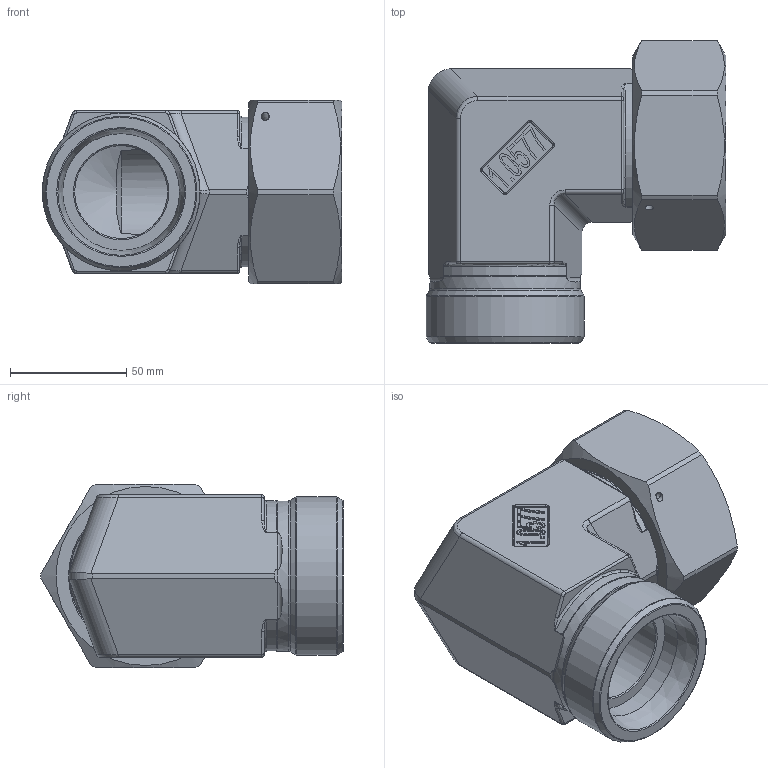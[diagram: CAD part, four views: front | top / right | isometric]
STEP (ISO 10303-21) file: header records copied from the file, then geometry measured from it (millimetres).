
FILE_DESCRIPTION(/* description */ (''),/* implementation_level */ '2;1');
FILE_NAME(/* name */ 'X-WS50.stp',/* time_stamp */ '2025-01-16T11:21:41+01:00',/* author */ (''),/* organization */ (''),/* preprocessor_version */ 'ST-DEVELOPER v16',/* originating_system */ 'SIEMENS PLM Software NX 10.0',/* authorisation */ '');
FILE_SCHEMA (('AP203_CONFIGURATION_CONTROLLED_3D_DESIGN_OF_MECHANICAL_PARTS_AND_ASSEMBLIES_MIM_LF { 1 0 10303 403 2 1 2}'));
Length unit declared in the file: millimetre
Products named in the file (1): nwer41844EE665tz
Bounding box: 129 x 130 x 79 mm (x, y, z)
Volume: 450720.8 mm3; surface area: 88026.1 mm2
Topology: 3 solids, 3 shells, 281 faces, 699 edges, 440 vertices
Faces by surface type: plane 100, cylinder 79, torus 47, bspline 22, extrusion 17, cone 15, revolution 1
Full cylindrical faces by diameter (mm): 3.3 x1, 3.5 x1, 40 x2, 50.26 x1, 64.9 x1, 64.955 x2, 65.25 x1, 66 x1, 68 x1
Entity records: 9573 total; most frequent: CARTESIAN_POINT 3367, ORIENTED_EDGE 1294, DIRECTION 1160, EDGE_CURVE 647, AXIS2_PLACEMENT_3D 468, VERTEX_POINT 426, EDGE_LOOP 340, ADVANCED_FACE 281
